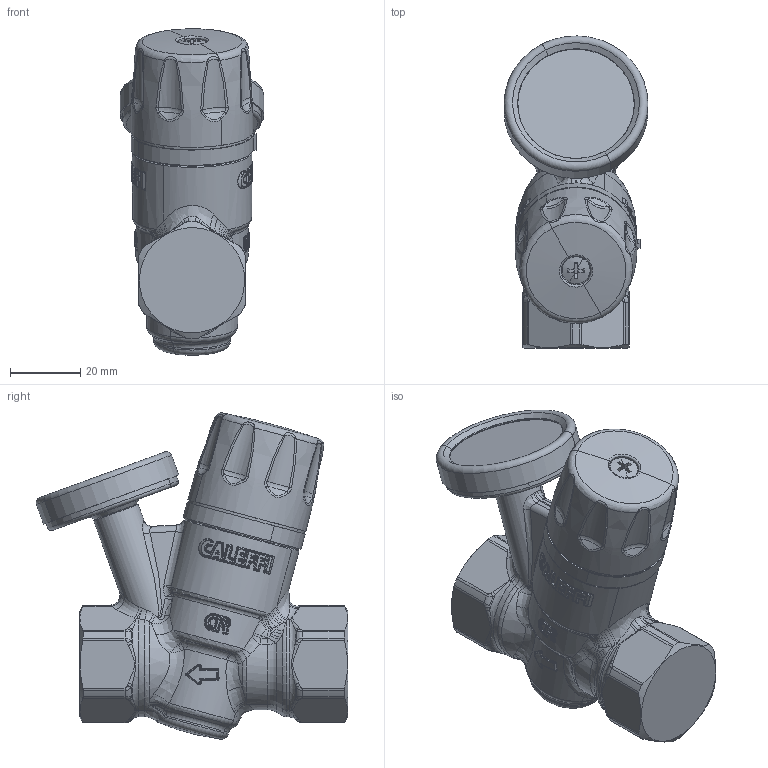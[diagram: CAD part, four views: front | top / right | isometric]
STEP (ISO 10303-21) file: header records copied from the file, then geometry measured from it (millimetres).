
FILE_DESCRIPTION(('CATIA V5 STEP Exchange'),'2;1');
FILE_NAME('STEP_116451_-_TST.stp','2019-07-16T13:04:15+00:00',('none'),('none'),'CATIA Version 5-6 Release 2016 SP4','CATIA V5 STEP AP203','none');
FILE_SCHEMA(('CONFIG_CONTROL_DESIGN'));
Products named in the file (1): 116451 - TST
Bounding box: 40.99 x 88.88 x 93.06 mm (x, y, z)
Volume: 122596.4 mm3; surface area: 28320.4 mm2
Topology: 6 solids, 6 shells, 2133 faces, 4999 edges, 2757 vertices
Faces by surface type: bspline 1274, plane 321, cylinder 262, sphere 151, torus 75, cone 48, revolution 2
Entity records: 124032 total; most frequent: CARTESIAN_POINT 88366, ORIENTED_EDGE 9632, EDGE_CURVE 4816, B_SPLINE_CURVE_WITH_KNOTS 3340, DIRECTION 2892, VERTEX_POINT 2757, EDGE_LOOP 2197, ADVANCED_FACE 2133
